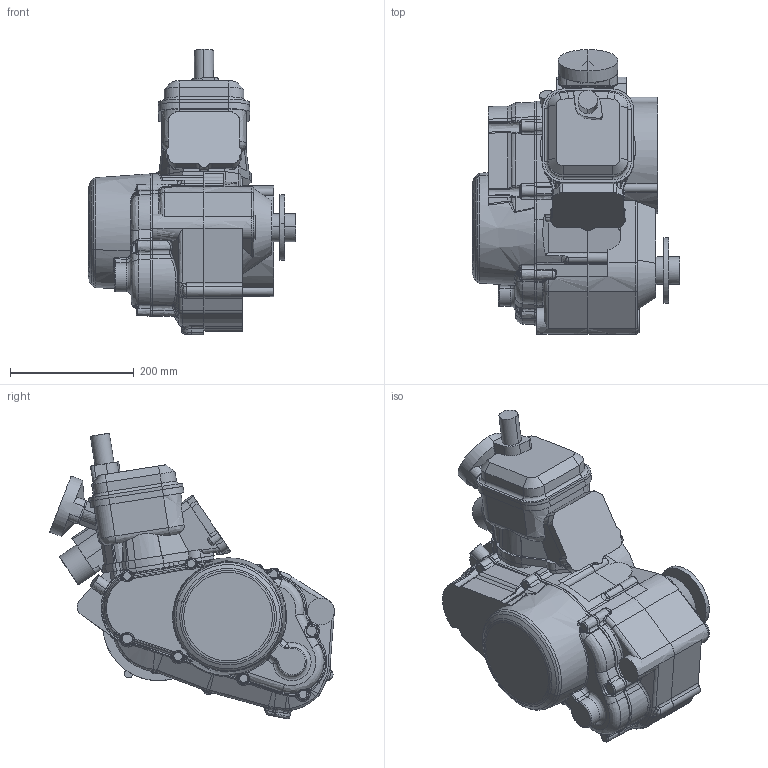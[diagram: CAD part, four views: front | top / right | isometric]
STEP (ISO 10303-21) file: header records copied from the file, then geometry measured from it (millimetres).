
FILE_DESCRIPTION(('FreeCAD Model'),'2;1');
FILE_NAME('Open CASCADE Shape Model','2025-05-04T16:46:16',('FreeCAD'),( 'FreeCAD'),'Open CASCADE STEP processor 7.6','FreeCAD','Unknown');
FILE_SCHEMA(('AUTOMOTIVE_DESIGN { 1 0 10303 214 1 1 1 1 }'));
Products named in the file (1): Open CASCADE STEP translator 7.6 1
Bounding box: 335.94 x 459.94 x 461.31 mm (x, y, z)
Volume: 20126023 mm3; surface area: 925420 mm2
Topology: 6 solids, 6 shells, 915 faces, 2620 edges, 1711 vertices
Faces by surface type: bspline 915
Entity records: 38164 total; most frequent: CARTESIAN_POINT 23811, ORIENTED_EDGE 5216, EDGE_CURVE 2608, VERTEX_POINT 1709, B_SPLINE_CURVE_WITH_KNOTS 1682, FACE_BOUND 920, EDGE_LOOP 920, ADVANCED_FACE 914
